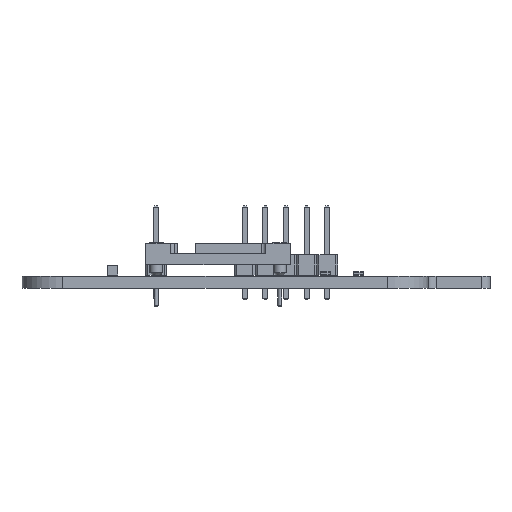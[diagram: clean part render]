
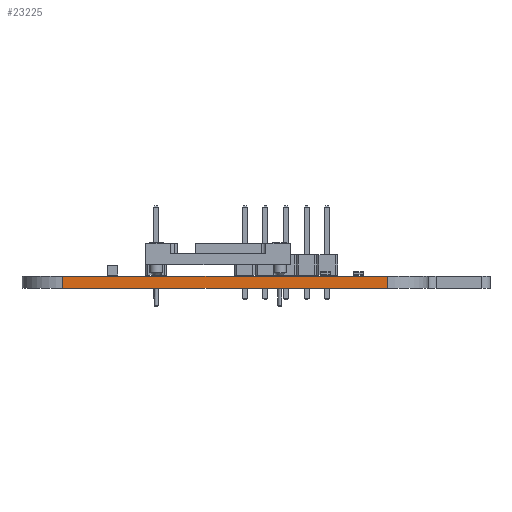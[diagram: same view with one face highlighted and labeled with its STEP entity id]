
A CAD part, left-side view. The second image highlights one B-rep face of the part: STEP entity #23225.
In plain terms, the highlighted planar face has unit normal (-1, 0, 0).
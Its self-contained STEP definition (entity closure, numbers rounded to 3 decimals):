
#21814 = VERTEX_POINT('',#21815);
#21815 = CARTESIAN_POINT('',(98.501,-81.194,0.));
#21822 = EDGE_CURVE('',#21823,#21814,#21825,.T.);
#21823 = VERTEX_POINT('',#21824);
#21824 = CARTESIAN_POINT('',(98.501,-121.194,0.));
#21825 = LINE('',#21826,#21827);
#21826 = CARTESIAN_POINT('',(98.501,-121.194,0.));
#21827 = VECTOR('',#21828,1.);
#21828 = DIRECTION('',(0.,1.,0.));
#22506 = VERTEX_POINT('',#22507);
#22507 = CARTESIAN_POINT('',(98.501,-81.194,1.51));
#22514 = EDGE_CURVE('',#22515,#22506,#22517,.T.);
#22515 = VERTEX_POINT('',#22516);
#22516 = CARTESIAN_POINT('',(98.501,-121.194,1.51));
#22517 = LINE('',#22518,#22519);
#22518 = CARTESIAN_POINT('',(98.501,-121.194,1.51));
#22519 = VECTOR('',#22520,1.);
#22520 = DIRECTION('',(0.,1.,0.));
#23195 = EDGE_CURVE('',#21814,#22506,#23196,.T.);
#23196 = LINE('',#23197,#23198);
#23197 = CARTESIAN_POINT('',(98.501,-81.194,0.));
#23198 = VECTOR('',#23199,1.);
#23199 = DIRECTION('',(0.,0.,1.));
#23225 = ADVANCED_FACE('',(#23226),#23237,.T.);
#23226 = FACE_BOUND('',#23227,.T.);
#23227 = EDGE_LOOP('',(#23228,#23234,#23235,#23236));
#23228 = ORIENTED_EDGE('',*,*,#23229,.T.);
#23229 = EDGE_CURVE('',#21823,#22515,#23230,.T.);
#23230 = LINE('',#23231,#23232);
#23231 = CARTESIAN_POINT('',(98.501,-121.194,0.));
#23232 = VECTOR('',#23233,1.);
#23233 = DIRECTION('',(0.,0.,1.));
#23234 = ORIENTED_EDGE('',*,*,#22514,.T.);
#23235 = ORIENTED_EDGE('',*,*,#23195,.F.);
#23236 = ORIENTED_EDGE('',*,*,#21822,.F.);
#23237 = PLANE('',#23238);
#23238 = AXIS2_PLACEMENT_3D('',#23239,#23240,#23241);
#23239 = CARTESIAN_POINT('',(98.501,-121.194,0.));
#23240 = DIRECTION('',(-1.,0.,0.));
#23241 = DIRECTION('',(0.,1.,0.));
